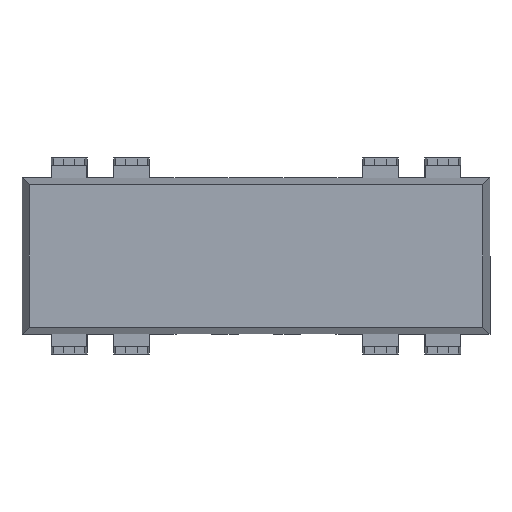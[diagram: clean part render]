
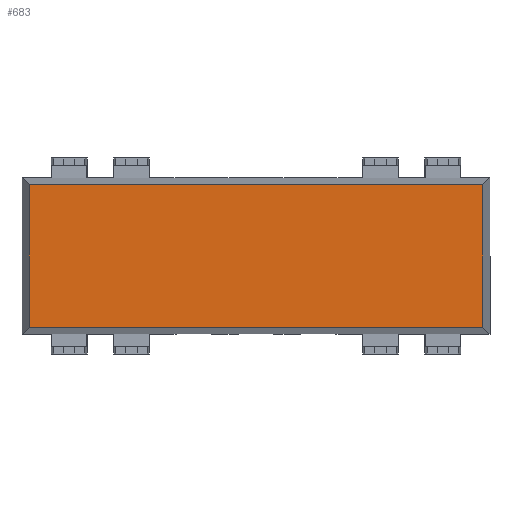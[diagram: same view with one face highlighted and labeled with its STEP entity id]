
A CAD part, front view. The second image highlights one B-rep face of the part: STEP entity #683.
In plain terms, the highlighted planar face has unit normal (0, -1, 0).
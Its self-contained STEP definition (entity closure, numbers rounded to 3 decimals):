
#2 = LINE ( 'NONE', #687, #181 ) ;
#18 = CARTESIAN_POINT ( 'NONE',  ( 9.261, -1.79, 2.911 ) ) ;
#40 = ORIENTED_EDGE ( 'NONE', *, *, #1602, .T. ) ;
#181 = VECTOR ( 'NONE', #1944, 1000. ) ;
#206 = VERTEX_POINT ( 'NONE', #2066 ) ;
#219 = AXIS2_PLACEMENT_3D ( 'NONE', #3450, #1161, #3154 ) ;
#350 = CARTESIAN_POINT ( 'NONE',  ( 9.261, -1.79, 0. ) ) ;
#358 = DIRECTION ( 'NONE',  ( -1., 0., 0. ) ) ;
#680 = DIRECTION ( 'NONE',  ( 1., 0., 0. ) ) ;
#683 = ADVANCED_FACE ( 'NONE', ( #3854 ), #4137, .F. ) ;
#687 = CARTESIAN_POINT ( 'NONE',  ( -9.261, -1.79, 0. ) ) ;
#846 = EDGE_CURVE ( 'NONE', #1556, #206, #3259, .T. ) ;
#877 = VECTOR ( 'NONE', #680, 1000. ) ;
#1161 = DIRECTION ( 'NONE',  ( 0., 1., 0. ) ) ;
#1556 = VERTEX_POINT ( 'NONE', #18 ) ;
#1602 = EDGE_CURVE ( 'NONE', #2956, #4120, #2685, .T. ) ;
#1702 = CARTESIAN_POINT ( 'NONE',  ( 0., -1.79, -2.911 ) ) ;
#1944 = DIRECTION ( 'NONE',  ( 0., 0., -1. ) ) ;
#1949 = CARTESIAN_POINT ( 'NONE',  ( 0., -1.79, 2.911 ) ) ;
#2066 = CARTESIAN_POINT ( 'NONE',  ( -9.261, -1.79, 2.911 ) ) ;
#2170 = EDGE_LOOP ( 'NONE', ( #2813, #2354, #3951, #40 ) ) ;
#2325 = VECTOR ( 'NONE', #2628, 1000. ) ;
#2354 = ORIENTED_EDGE ( 'NONE', *, *, #846, .T. ) ;
#2462 = EDGE_CURVE ( 'NONE', #4120, #1556, #3912, .T. ) ;
#2480 = CARTESIAN_POINT ( 'NONE',  ( -9.261, -1.79, -2.911 ) ) ;
#2547 = CARTESIAN_POINT ( 'NONE',  ( 9.261, -1.79, -2.911 ) ) ;
#2628 = DIRECTION ( 'NONE',  ( 0., 0., 1. ) ) ;
#2685 = LINE ( 'NONE', #1702, #877 ) ;
#2813 = ORIENTED_EDGE ( 'NONE', *, *, #2462, .T. ) ;
#2956 = VERTEX_POINT ( 'NONE', #2480 ) ;
#3066 = EDGE_CURVE ( 'NONE', #206, #2956, #2, .T. ) ;
#3154 = DIRECTION ( 'NONE',  ( 0., 0., 1. ) ) ;
#3259 = LINE ( 'NONE', #1949, #4181 ) ;
#3450 = CARTESIAN_POINT ( 'NONE',  ( 0., -1.79, 0. ) ) ;
#3854 = FACE_OUTER_BOUND ( 'NONE', #2170, .T. ) ;
#3912 = LINE ( 'NONE', #350, #2325 ) ;
#3951 = ORIENTED_EDGE ( 'NONE', *, *, #3066, .T. ) ;
#4120 = VERTEX_POINT ( 'NONE', #2547 ) ;
#4137 = PLANE ( 'NONE',  #219 ) ;
#4181 = VECTOR ( 'NONE', #358, 1000. ) ;
